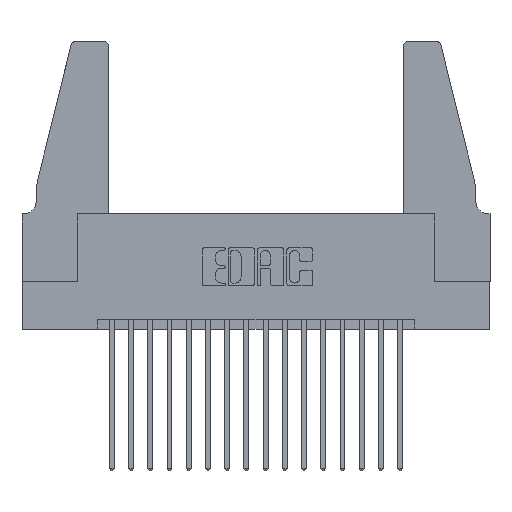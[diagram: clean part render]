
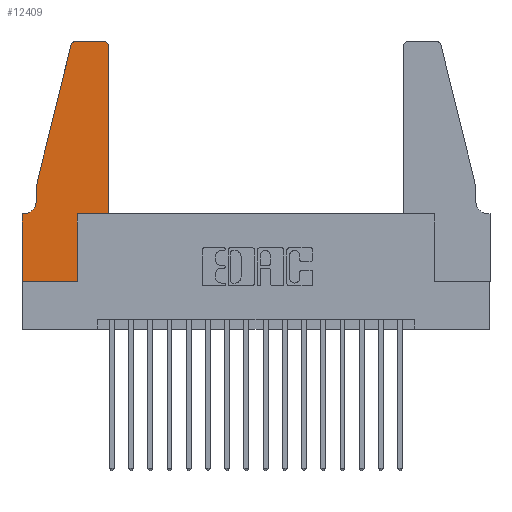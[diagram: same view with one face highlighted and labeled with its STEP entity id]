
A CAD part, top view. The second image highlights one B-rep face of the part: STEP entity #12409.
In plain terms, the highlighted planar face has unit normal (0, 0, 1).
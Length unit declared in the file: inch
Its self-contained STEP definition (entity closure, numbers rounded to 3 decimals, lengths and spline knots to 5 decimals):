
#349 = CARTESIAN_POINT ( 'NONE',  ( 0.0055, 0.35, 0.37 ) ) ;
#420 = VERTEX_POINT ( 'NONE', #2680 ) ;
#653 = DIRECTION ( 'NONE',  ( 1., 0., 0. ) ) ;
#718 = CARTESIAN_POINT ( 'NONE',  ( 0., 0., 0.37 ) ) ;
#788 = DIRECTION ( 'NONE',  ( 0., -1., 0. ) ) ;
#1126 = ORIENTED_EDGE ( 'NONE', *, *, #11107, .T. ) ;
#1235 = LINE ( 'NONE', #718, #11406 ) ;
#1328 = LINE ( 'NONE', #17540, #11707 ) ;
#1648 = CARTESIAN_POINT ( 'NONE',  ( 0.2865, 0., 0.37 ) ) ;
#1891 = EDGE_CURVE ( 'NONE', #9924, #2607, #1328, .T. ) ;
#1915 = VECTOR ( 'NONE', #1962, 39.37008 ) ;
#1923 = AXIS2_PLACEMENT_3D ( 'NONE', #10583, #13414, #14826 ) ;
#1962 = DIRECTION ( 'NONE',  ( 0., -1., 0. ) ) ;
#2473 = CARTESIAN_POINT ( 'NONE',  ( 0., 0.35, 0.37 ) ) ;
#2607 = VERTEX_POINT ( 'NONE', #1648 ) ;
#2668 = EDGE_CURVE ( 'NONE', #16584, #9704, #12751, .T. ) ;
#2680 = CARTESIAN_POINT ( 'NONE',  ( 0.4205, 1.25, 0.37 ) ) ;
#2799 = DIRECTION ( 'NONE',  ( 1., 0., 0. ) ) ;
#3023 = CARTESIAN_POINT ( 'NONE',  ( 0.0755, 0.5, 0.37 ) ) ;
#3047 = DIRECTION ( 'NONE',  ( 0., 0., -1. ) ) ;
#3270 = DIRECTION ( 'NONE',  ( 1., 0., 0. ) ) ;
#3313 = VECTOR ( 'NONE', #15432, 39.37008 ) ;
#3345 = LINE ( 'NONE', #6444, #15025 ) ;
#3452 = LINE ( 'NONE', #15560, #17993 ) ;
#3648 = CARTESIAN_POINT ( 'NONE',  ( 0.0755, 0.42, 0.37 ) ) ;
#3820 = DIRECTION ( 'NONE',  ( 0., 1., 0. ) ) ;
#3888 = ORIENTED_EDGE ( 'NONE', *, *, #16601, .T. ) ;
#3892 = EDGE_CURVE ( 'NONE', #15656, #420, #5891, .T. ) ;
#3897 = EDGE_CURVE ( 'NONE', #8884, #9924, #1235, .T. ) ;
#4261 = DIRECTION ( 'NONE',  ( -1., 0., 0. ) ) ;
#4433 = CARTESIAN_POINT ( 'NONE',  ( 0.4505, 0.35, 0.37 ) ) ;
#4480 = DIRECTION ( 'NONE',  ( -1., 0., 0. ) ) ;
#4941 = ORIENTED_EDGE ( 'NONE', *, *, #3892, .T. ) ;
#4946 = DIRECTION ( 'NONE',  ( 1., 0., 0. ) ) ;
#5348 = ORIENTED_EDGE ( 'NONE', *, *, #17495, .T. ) ;
#5429 = DIRECTION ( 'NONE',  ( 0., 0., 1. ) ) ;
#5787 = ORIENTED_EDGE ( 'NONE', *, *, #14344, .T. ) ;
#5891 = CIRCLE ( 'NONE', #8156, 0.03 ) ;
#6021 = CARTESIAN_POINT ( 'NONE',  ( 0.0055, 0.42, 0.37 ) ) ;
#6220 = CARTESIAN_POINT ( 'NONE',  ( 0.4205, 1.22, 0.37 ) ) ;
#6444 = CARTESIAN_POINT ( 'NONE',  ( 0.4505, 0.35, 0.37 ) ) ;
#6465 = VERTEX_POINT ( 'NONE', #4433 ) ;
#6981 = DIRECTION ( 'NONE',  ( -1., 0., 0. ) ) ;
#7538 = AXIS2_PLACEMENT_3D ( 'NONE', #9377, #5429, #2799 ) ;
#7708 = CARTESIAN_POINT ( 'NONE',  ( 0.0755, 0.5, 0.37 ) ) ;
#8069 = ORIENTED_EDGE ( 'NONE', *, *, #11419, .T. ) ;
#8083 = EDGE_CURVE ( 'NONE', #16465, #17681, #16910, .T. ) ;
#8138 = FACE_OUTER_BOUND ( 'NONE', #16793, .T. ) ;
#8156 = AXIS2_PLACEMENT_3D ( 'NONE', #6220, #8987, #653 ) ;
#8262 = EDGE_CURVE ( 'NONE', #2607, #9549, #8986, .T. ) ;
#8753 = VECTOR ( 'NONE', #3820, 39.37008 ) ;
#8884 = VERTEX_POINT ( 'NONE', #2473 ) ;
#8986 = LINE ( 'NONE', #10727, #8753 ) ;
#8987 = DIRECTION ( 'NONE',  ( 0., 0., 1. ) ) ;
#9087 = LINE ( 'NONE', #12650, #16563 ) ;
#9377 = CARTESIAN_POINT ( 'NONE',  ( 0.284, 1.22, 0.37 ) ) ;
#9423 = ORIENTED_EDGE ( 'NONE', *, *, #11825, .T. ) ;
#9549 = VERTEX_POINT ( 'NONE', #11103 ) ;
#9704 = VERTEX_POINT ( 'NONE', #17247 ) ;
#9924 = VERTEX_POINT ( 'NONE', #11734 ) ;
#10062 = ORIENTED_EDGE ( 'NONE', *, *, #3897, .T. ) ;
#10583 = CARTESIAN_POINT ( 'NONE',  ( 0., 0.35, 0.37 ) ) ;
#10727 = CARTESIAN_POINT ( 'NONE',  ( 0.2865, 0.35, 0.37 ) ) ;
#10855 = ORIENTED_EDGE ( 'NONE', *, *, #2668, .T. ) ;
#11103 = CARTESIAN_POINT ( 'NONE',  ( 0.2865, 0.35, 0.37 ) ) ;
#11107 = EDGE_CURVE ( 'NONE', #420, #16584, #9087, .T. ) ;
#11406 = VECTOR ( 'NONE', #788, 39.37008 ) ;
#11419 = EDGE_CURVE ( 'NONE', #6465, #15656, #3345, .T. ) ;
#11707 = VECTOR ( 'NONE', #3270, 39.37008 ) ;
#11734 = CARTESIAN_POINT ( 'NONE',  ( 0., 0., 0.37 ) ) ;
#11817 = CARTESIAN_POINT ( 'NONE',  ( 0.0755, 0.5, 0.37 ) ) ;
#11825 = EDGE_CURVE ( 'NONE', #9549, #6465, #12370, .T. ) ;
#12370 = LINE ( 'NONE', #13512, #17199 ) ;
#12409 = ADVANCED_FACE ( 'NONE', ( #8138 ), #17576, .T. ) ;
#12595 = LINE ( 'NONE', #11817, #3313 ) ;
#12650 = CARTESIAN_POINT ( 'NONE',  ( 0.2605, 1.25, 0.37 ) ) ;
#12751 = CIRCLE ( 'NONE', #7538, 0.03 ) ;
#13346 = CIRCLE ( 'NONE', #15353, 0.07 ) ;
#13414 = DIRECTION ( 'NONE',  ( 0., 0., 1. ) ) ;
#13512 = CARTESIAN_POINT ( 'NONE',  ( 0.4505, 0.35, 0.37 ) ) ;
#14160 = CARTESIAN_POINT ( 'NONE',  ( 0.284, 1.25, 0.37 ) ) ;
#14338 = ORIENTED_EDGE ( 'NONE', *, *, #8262, .T. ) ;
#14344 = EDGE_CURVE ( 'NONE', #9704, #16465, #12595, .T. ) ;
#14826 = DIRECTION ( 'NONE',  ( 1., 0., 0. ) ) ;
#14924 = VERTEX_POINT ( 'NONE', #349 ) ;
#15025 = VECTOR ( 'NONE', #15110, 39.37008 ) ;
#15110 = DIRECTION ( 'NONE',  ( 0., 1., 0. ) ) ;
#15353 = AXIS2_PLACEMENT_3D ( 'NONE', #6021, #3047, #4480 ) ;
#15432 = DIRECTION ( 'NONE',  ( -0.239, -0.971, 0. ) ) ;
#15560 = CARTESIAN_POINT ( 'NONE',  ( 0.0755, 0.35, 0.37 ) ) ;
#15656 = VERTEX_POINT ( 'NONE', #16236 ) ;
#16222 = ORIENTED_EDGE ( 'NONE', *, *, #8083, .T. ) ;
#16236 = CARTESIAN_POINT ( 'NONE',  ( 0.4505, 1.22, 0.37 ) ) ;
#16465 = VERTEX_POINT ( 'NONE', #3023 ) ;
#16563 = VECTOR ( 'NONE', #4261, 39.37008 ) ;
#16584 = VERTEX_POINT ( 'NONE', #14160 ) ;
#16601 = EDGE_CURVE ( 'NONE', #14924, #8884, #3452, .T. ) ;
#16793 = EDGE_LOOP ( 'NONE', ( #1126, #10855, #5787, #16222, #5348, #3888, #10062, #18222, #14338, #9423, #8069, #4941 ) ) ;
#16910 = LINE ( 'NONE', #7708, #1915 ) ;
#17199 = VECTOR ( 'NONE', #4946, 39.37008 ) ;
#17247 = CARTESIAN_POINT ( 'NONE',  ( 0.25487, 1.22718, 0.37 ) ) ;
#17495 = EDGE_CURVE ( 'NONE', #17681, #14924, #13346, .T. ) ;
#17540 = CARTESIAN_POINT ( 'NONE',  ( 0., 0., 0.37 ) ) ;
#17576 = PLANE ( 'NONE',  #1923 ) ;
#17681 = VERTEX_POINT ( 'NONE', #3648 ) ;
#17993 = VECTOR ( 'NONE', #6981, 39.37008 ) ;
#18222 = ORIENTED_EDGE ( 'NONE', *, *, #1891, .T. ) ;
